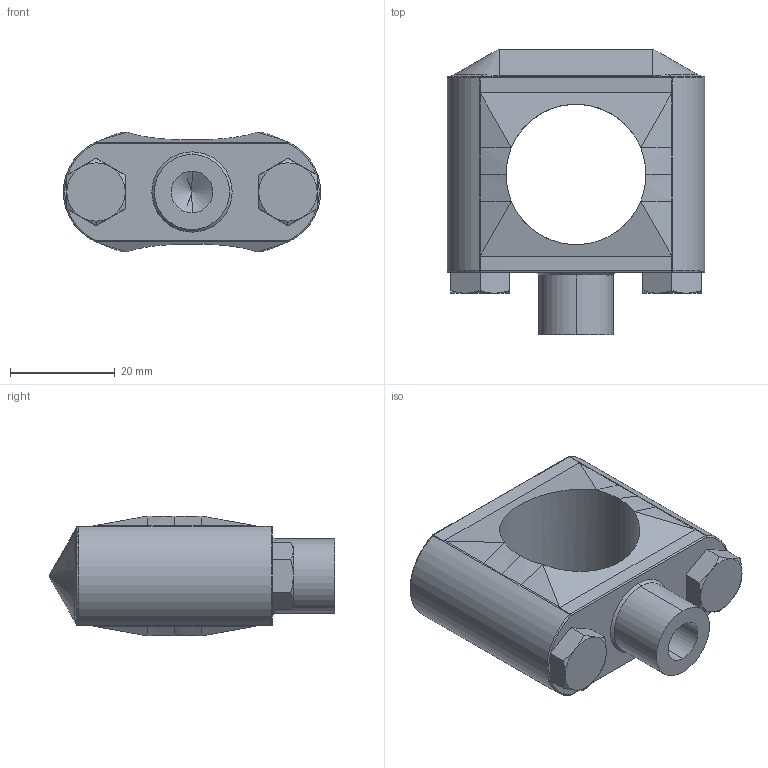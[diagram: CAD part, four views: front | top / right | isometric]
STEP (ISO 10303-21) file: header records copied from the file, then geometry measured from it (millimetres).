
FILE_DESCRIPTION (( 'STEP AP214' ), '1' );
FILE_NAME ('CSDBMTC0.75P304ZP.STEP', '2023-05-29T04:43:10', ( '' ), ( '' ), 'SwSTEP 2.0', 'SolidWorks 2018', '' );
FILE_SCHEMA (( 'AUTOMOTIVE_DESIGN' ));
Length unit declared in the file: inch
Products named in the file (1): CSDBMTC0.75P304ZP
Bounding box: 49.02 x 54.44 x 22.86 mm (x, y, z)
Volume: 26620.5 mm3; surface area: 8108.6 mm2
Topology: 1 solids, 1 shells, 129 faces, 306 edges, 177 vertices
Faces by surface type: plane 46, cylinder 23, bspline 22, cone 20, torus 16, sphere 2
Entity records: 4550 total; most frequent: CARTESIAN_POINT 1771, ORIENTED_EDGE 608, DIRECTION 510, EDGE_CURVE 304, AXIS2_PLACEMENT_3D 198, VERTEX_POINT 177, EDGE_LOOP 131, ADVANCED_FACE 129
